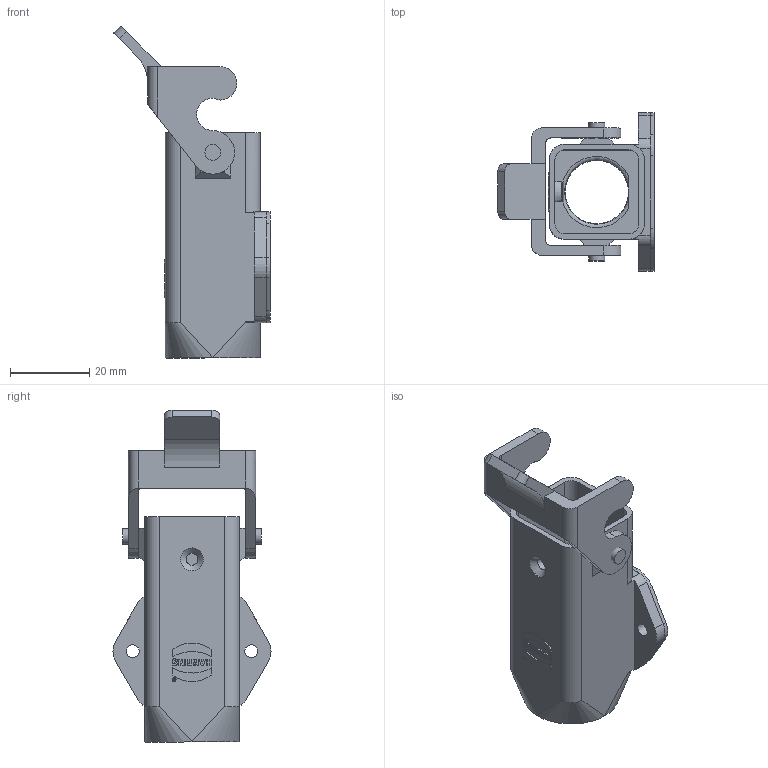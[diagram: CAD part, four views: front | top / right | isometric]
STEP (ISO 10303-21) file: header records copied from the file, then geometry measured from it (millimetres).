
FILE_DESCRIPTION((''),'2;1');
FILE_NAME('05200030232.stp','2020-07-08T08:06:32',('e.eickhoff'),(''),'Autodesk Inventor 2012','Autodesk Inventor 2012','');
FILE_SCHEMA(('AUTOMOTIVE_DESIGN { 1 0 10303 214 1 1 1 1 }'));
Length unit declared in the file: millimetre
Products named in the file (3): 05200030232; M16-PG11 Adapter
Assembly tree (2 placements, depth 2):
  05200030232
    05200030232
    M16-PG11 Adapter
Bounding box: 39.52 x 40 x 83.95 mm (x, y, z)
Volume: 15148.1 mm3; surface area: 15511.5 mm2
Topology: 3 solids, 3 shells, 251 faces, 649 edges, 424 vertices
Faces by surface type: plane 166, cylinder 67, bspline 13, torus 3, cone 2
Full cylindrical faces by diameter (mm): 0.7 x1, 0.981 x1, 3 x1, 3.3 x2, 3.5 x2, 4 x2, 5.8 x1, 16 x1, 16.5 x1, 18.6 x1, 19.5 x1
Entity records: 8052 total; most frequent: CARTESIAN_POINT 1738, ORIENTED_EDGE 1256, DIRECTION 1223, EDGE_CURVE 628, VECTOR 453, LINE 453, VERTEX_POINT 418, AXIS2_PLACEMENT_3D 385
